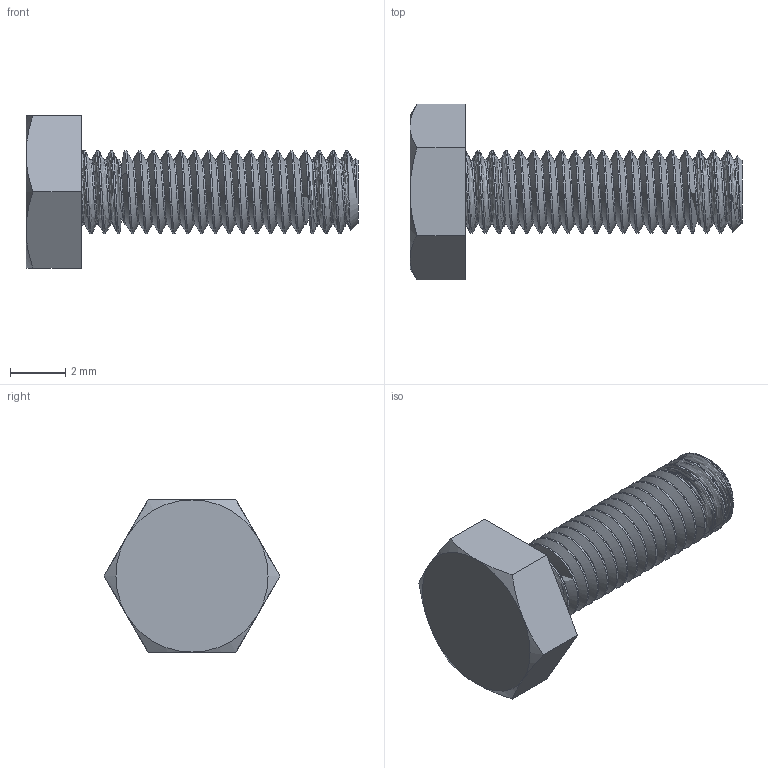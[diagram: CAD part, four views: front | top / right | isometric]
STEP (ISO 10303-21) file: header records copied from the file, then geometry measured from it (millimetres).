
FILE_DESCRIPTION (( 'STEP AP214' ), '1' );
FILE_NAME ('REV-41-1123.STEP', '2019-08-16T19:50:22', ( '' ), ( '' ), 'SwSTEP 2.0', 'SolidWorks 2018', '' );
FILE_SCHEMA (( 'AUTOMOTIVE_DESIGN' ));
Length unit declared in the file: millimetre
Products named in the file (1): REV-41-1123
Bounding box: 12 x 6.35 x 5.5 mm (x, y, z)
Volume: 108.8 mm3; surface area: 234.3 mm2
Topology: 1 solids, 1 shells, 60 faces, 164 edges, 107 vertices
Faces by surface type: cylinder 40, plane 9, cone 8, bspline 3
Entity records: 4360 total; most frequent: CARTESIAN_POINT 3091, ORIENTED_EDGE 328, DIRECTION 189, EDGE_CURVE 164, VERTEX_POINT 107, AXIS2_PLACEMENT_3D 68, EDGE_LOOP 61, FACE_OUTER_BOUND 60
